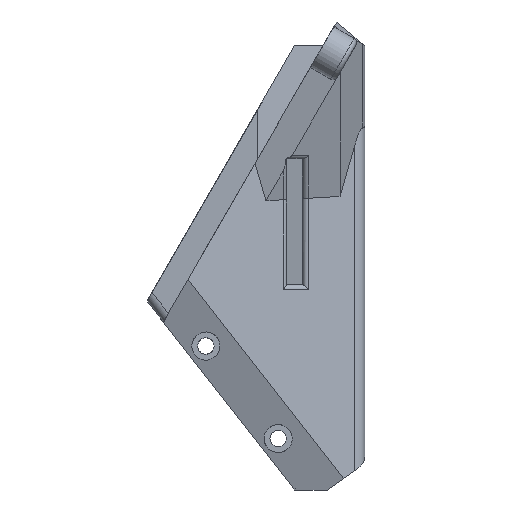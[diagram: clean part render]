
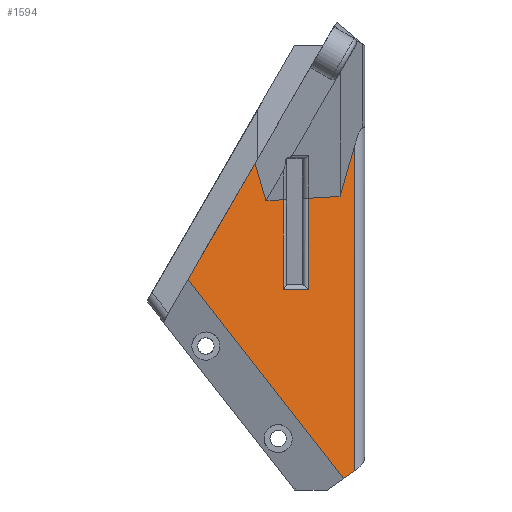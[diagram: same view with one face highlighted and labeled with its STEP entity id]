
A CAD part, left-side view. The second image highlights one B-rep face of the part: STEP entity #1594.
In plain terms, the highlighted planar face has unit normal (-0.959, -0.282, 0).
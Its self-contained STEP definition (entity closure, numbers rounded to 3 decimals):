
#382=CARTESIAN_POINT('Vertex',(-62.082,34.71,-15.249)) ;
#385=CARTESIAN_POINT('Line Origine',(-59.983,27.569,-2.88)) ;
#389=CARTESIAN_POINT('Vertex',(-57.884,20.427,9.489)) ;
#1461=CARTESIAN_POINT('Line Origine',(-57.542,19.261,5.509)) ;
#1465=CARTESIAN_POINT('Vertex',(-57.199,18.094,1.53)) ;
#1504=CARTESIAN_POINT('Axis2P3D Location',(-51.,-3.,-60.153)) ;
#1509=CARTESIAN_POINT('Line Origine',(-51.633,-0.846,-21.34)) ;
#1513=CARTESIAN_POINT('Vertex',(-51.633,-0.846,-56.06)) ;
#1515=CARTESIAN_POINT('Vertex',(-51.633,-0.846,13.38)) ;
#1518=CARTESIAN_POINT('Line Origine',(-52.095,0.728,7.912)) ;
#1522=CARTESIAN_POINT('Vertex',(-52.558,2.302,2.444)) ;
#1525=CARTESIAN_POINT('Line Origine',(-53.544,5.659,2.249)) ;
#1529=CARTESIAN_POINT('Vertex',(-54.531,9.016,2.055)) ;
#1533=CARTESIAN_POINT('Control Point',(-54.531,9.016,2.055)) ;
#1534=CARTESIAN_POINT('Control Point',(-54.531,9.016,2.055)) ;
#1535=CARTESIAN_POINT('Control Point',(-54.531,9.017,2.055)) ;
#1536=CARTESIAN_POINT('Control Point',(-54.531,9.017,2.055)) ;
#1537=CARTESIAN_POINT('Control Point',(-54.532,9.018,2.055)) ;
#1538=CARTESIAN_POINT('Control Point',(-54.532,9.018,2.055)) ;
#1539=CARTESIAN_POINT('Vertex',(-54.532,9.018,2.055)) ;
#1542=CARTESIAN_POINT('Line Origine',(-54.532,9.018,-7.666)) ;
#1546=CARTESIAN_POINT('Vertex',(-54.532,9.018,-17.387)) ;
#1549=CARTESIAN_POINT('Line Origine',(-55.325,11.718,-17.387)) ;
#1553=CARTESIAN_POINT('Vertex',(-56.119,14.418,-17.387)) ;
#1556=CARTESIAN_POINT('Line Origine',(-56.119,14.418,-7.822)) ;
#1560=CARTESIAN_POINT('Vertex',(-56.119,14.418,1.743)) ;
#1563=CARTESIAN_POINT('Line Origine',(-56.659,16.256,1.637)) ;
#1568=CARTESIAN_POINT('Line Origine',(-57.206,18.118,-36.485)) ;
#1572=CARTESIAN_POINT('Vertex',(-52.33,1.527,-57.721)) ;
#1575=CARTESIAN_POINT('Line Origine',(-51.982,0.341,-56.891)) ;
#386=DIRECTION('Vector Direction',(-0.145,0.495,-0.857)) ;
#1462=DIRECTION('Vector Direction',(0.082,-0.28,-0.956)) ;
#1505=DIRECTION('Axis2P3D Direction',(0.959,0.282,-0.)) ;
#1506=DIRECTION('Axis2P3D XDirection',(-0.282,0.959,-0.)) ;
#1510=DIRECTION('Vector Direction',(0.,0.,-1.)) ;
#1519=DIRECTION('Vector Direction',(0.081,-0.276,0.958)) ;
#1526=DIRECTION('Vector Direction',(-0.282,0.958,-0.055)) ;
#1543=DIRECTION('Vector Direction',(0.,0.,1.)) ;
#1550=DIRECTION('Vector Direction',(-0.282,0.959,0.)) ;
#1557=DIRECTION('Vector Direction',(0.,0.,-1.)) ;
#1564=DIRECTION('Vector Direction',(-0.282,0.958,-0.055)) ;
#1569=DIRECTION('Vector Direction',(0.178,-0.606,-0.775)) ;
#1576=DIRECTION('Vector Direction',(-0.234,0.796,-0.558)) ;
#1507=AXIS2_PLACEMENT_3D('Plane Axis2P3D',#1504,#1505,#1506) ;
#1581=ORIENTED_EDGE('',*,*,#1517,.T.) ;
#1582=ORIENTED_EDGE('',*,*,#1524,.F.) ;
#1583=ORIENTED_EDGE('',*,*,#1531,.T.) ;
#1584=ORIENTED_EDGE('',*,*,#1541,.F.) ;
#1585=ORIENTED_EDGE('',*,*,#1548,.T.) ;
#1586=ORIENTED_EDGE('',*,*,#1555,.F.) ;
#1587=ORIENTED_EDGE('',*,*,#1562,.T.) ;
#1588=ORIENTED_EDGE('',*,*,#1567,.T.) ;
#1589=ORIENTED_EDGE('',*,*,#1467,.F.) ;
#1590=ORIENTED_EDGE('',*,*,#391,.T.) ;
#1591=ORIENTED_EDGE('',*,*,#1574,.F.) ;
#1592=ORIENTED_EDGE('',*,*,#1579,.F.) ;
#387=VECTOR('Line Direction',#386,1.) ;
#1463=VECTOR('Line Direction',#1462,1.) ;
#1511=VECTOR('Line Direction',#1510,1.) ;
#1520=VECTOR('Line Direction',#1519,1.) ;
#1527=VECTOR('Line Direction',#1526,1.) ;
#1544=VECTOR('Line Direction',#1543,1.) ;
#1551=VECTOR('Line Direction',#1550,1.) ;
#1558=VECTOR('Line Direction',#1557,1.) ;
#1565=VECTOR('Line Direction',#1564,1.) ;
#1570=VECTOR('Line Direction',#1569,1.) ;
#1577=VECTOR('Line Direction',#1576,1.) ;
#1594=ADVANCED_FACE('Corps principal',(#1593),#1508,.F.) ;
#1532=B_SPLINE_CURVE_WITH_KNOTS('',5,(#1533,#1534,#1535,#1536,#1537,#1538),.UNSPECIFIED.,.F.,.U.,(6,6),(0.,0.003),.UNSPECIFIED.) ;
#391=EDGE_CURVE('',#390,#383,#388,.T.) ;
#1467=EDGE_CURVE('',#390,#1466,#1464,.T.) ;
#1517=EDGE_CURVE('',#1514,#1516,#1512,.F.) ;
#1524=EDGE_CURVE('',#1523,#1516,#1521,.T.) ;
#1531=EDGE_CURVE('',#1523,#1530,#1528,.T.) ;
#1541=EDGE_CURVE('',#1540,#1530,#1532,.F.) ;
#1548=EDGE_CURVE('',#1540,#1547,#1545,.F.) ;
#1555=EDGE_CURVE('',#1554,#1547,#1552,.F.) ;
#1562=EDGE_CURVE('',#1554,#1561,#1559,.F.) ;
#1567=EDGE_CURVE('',#1561,#1466,#1566,.T.) ;
#1574=EDGE_CURVE('',#1573,#383,#1571,.F.) ;
#1579=EDGE_CURVE('',#1514,#1573,#1578,.T.) ;
#1580=EDGE_LOOP('',(#1581,#1582,#1583,#1584,#1585,#1586,#1587,#1588,#1589,#1590,#1591,#1592)) ;
#1593=FACE_OUTER_BOUND('',#1580,.T.) ;
#388=LINE('Line',#385,#387) ;
#1464=LINE('Line',#1461,#1463) ;
#1512=LINE('Line',#1509,#1511) ;
#1521=LINE('Line',#1518,#1520) ;
#1528=LINE('Line',#1525,#1527) ;
#1545=LINE('Line',#1542,#1544) ;
#1552=LINE('Line',#1549,#1551) ;
#1559=LINE('Line',#1556,#1558) ;
#1566=LINE('Line',#1563,#1565) ;
#1571=LINE('Line',#1568,#1570) ;
#1578=LINE('Line',#1575,#1577) ;
#1508=PLANE('',#1507) ;
#383=VERTEX_POINT('',#382) ;
#390=VERTEX_POINT('',#389) ;
#1466=VERTEX_POINT('',#1465) ;
#1514=VERTEX_POINT('',#1513) ;
#1516=VERTEX_POINT('',#1515) ;
#1523=VERTEX_POINT('',#1522) ;
#1530=VERTEX_POINT('',#1529) ;
#1540=VERTEX_POINT('',#1539) ;
#1547=VERTEX_POINT('',#1546) ;
#1554=VERTEX_POINT('',#1553) ;
#1561=VERTEX_POINT('',#1560) ;
#1573=VERTEX_POINT('',#1572) ;
